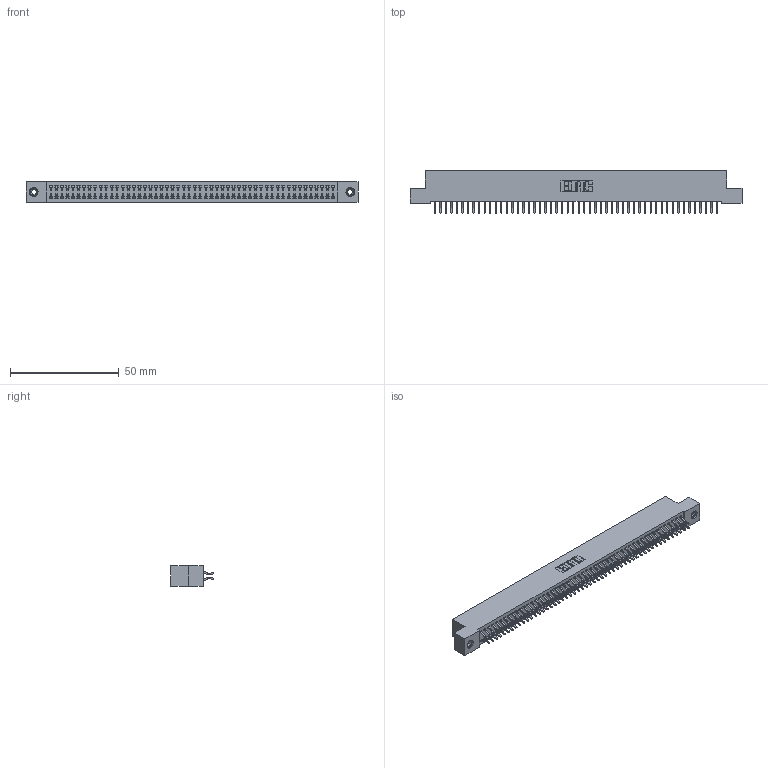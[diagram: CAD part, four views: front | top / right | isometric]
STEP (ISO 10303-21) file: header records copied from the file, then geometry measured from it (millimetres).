
FILE_DESCRIPTION (( 'STEP AP203' ), '1' );
FILE_NAME ('392-104-556-208.STEP', '2019-10-09T22:10:56', ( '' ), ( '' ), 'SwSTEP 2.0', 'SolidWorks 2016', '' );
FILE_SCHEMA (( 'CONFIG_CONTROL_DESIGN' ));
Length unit declared in the file: inch
Products named in the file (4): 342 Part_TI; 345-292-001_556 Tail; 345-250-001_345-250-003-102; 392-104-556-208
Assembly tree (107 placements, depth 2):
  392-104-556-208
    342 Part_TI
    345-292-001_556 Tail  x104
    345-250-001_345-250-003-102  x2
Bounding box: 152.4 x 19.58 x 9.4 mm (x, y, z)
Volume: 13732.1 mm3; surface area: 22508.3 mm2
Topology: 107 solids, 107 shells, 6202 faces, 18427 edges, 12138 vertices
Faces by surface type: plane 4258, cylinder 1928, cone 12, torus 4
Entity records: 33434 total; most frequent: CARTESIAN_POINT 5525, ORIENTED_EDGE 5442, DIRECTION 4723, EDGE_CURVE 2721, LINE 2565, VECTOR 2565, VERTEX_POINT 1808, AXIS2_PLACEMENT_3D 1079
